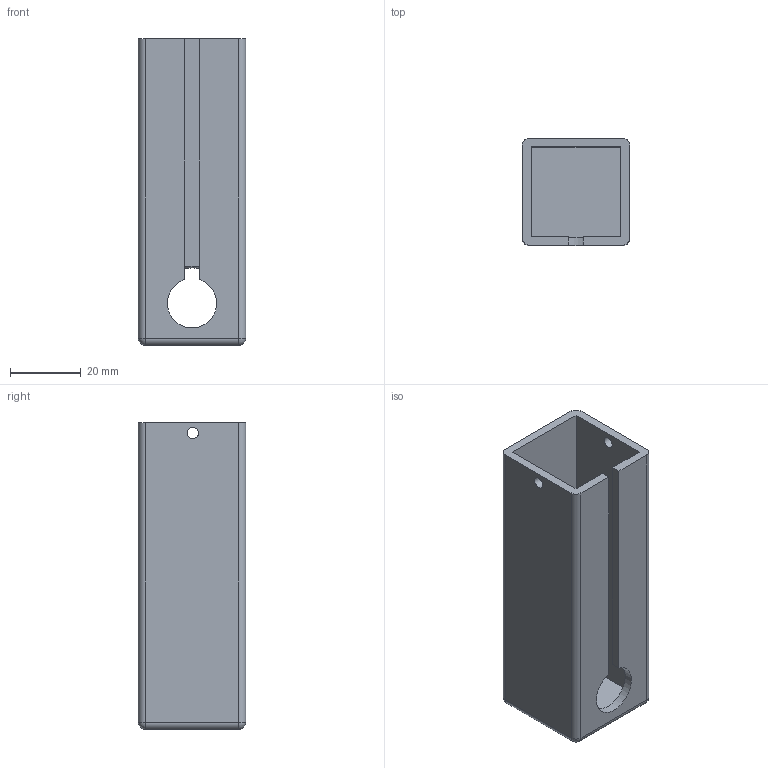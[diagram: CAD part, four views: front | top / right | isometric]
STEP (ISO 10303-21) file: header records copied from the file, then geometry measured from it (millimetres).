
FILE_DESCRIPTION(/* description */ (''),/* implementation_level */ '2;1');
FILE_NAME(/* name */ '60 - motor cover.stp',/* time_stamp */ '2023-01-17T11:01:09+01:00',/* author */ ('JN'),/* organization */ (''),/* preprocessor_version */ 'ST-DEVELOPER v18.1',/* originating_system */ 'Autodesk Inventor 2022',/* authorisation */ '');
FILE_SCHEMA (('AUTOMOTIVE_DESIGN { 1 0 10303 214 3 1 1 }'));
Length unit declared in the file: millimetre
Products named in the file (1): Motor Cover_3D-Druck
Bounding box: 30.4 x 30.4 x 87 mm (x, y, z)
Volume: 23267.3 mm3; surface area: 19753.9 mm2
Topology: 1 solids, 1 shells, 34 faces, 87 edges, 51 vertices
Faces by surface type: plane 13, cylinder 12, sphere 4, bspline 3, torus 2
Full cylindrical faces by diameter (mm): 3.2 x2, 20 x1
Entity records: 1148 total; most frequent: CARTESIAN_POINT 278, DIRECTION 177, ORIENTED_EDGE 170, EDGE_CURVE 85, AXIS2_PLACEMENT_3D 64, VERTEX_POINT 51, LINE 49, VECTOR 49
